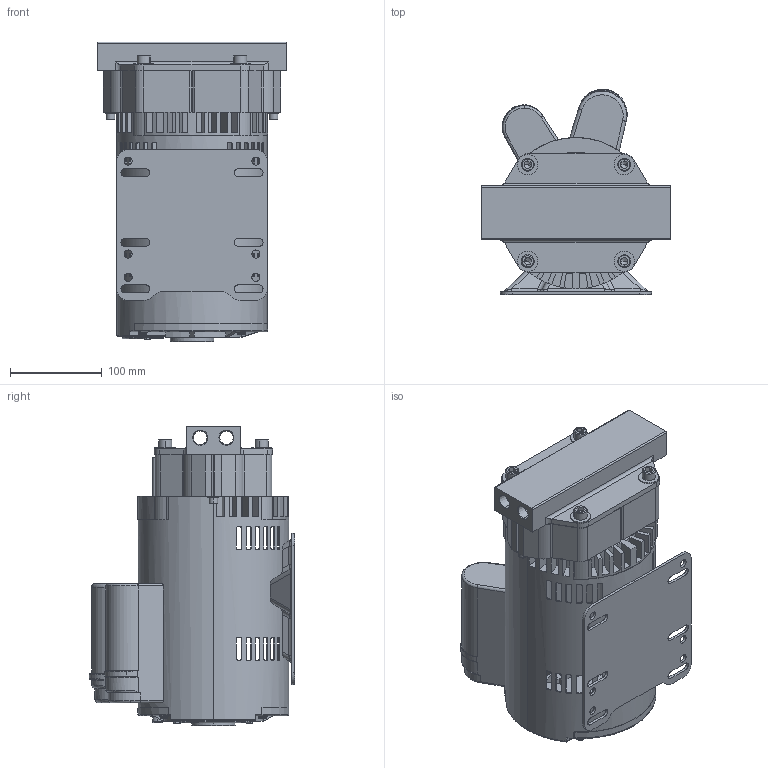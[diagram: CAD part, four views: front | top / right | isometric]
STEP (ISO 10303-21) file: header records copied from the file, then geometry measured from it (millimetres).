
FILE_DESCRIPTION (( 'STEP AP203' ), '1' );
FILE_NAME ('356U-M64.STEP', '2017-11-27T19:07:28', ( 'admin' ), ( 'Hewlett-Packard Company' ), 'SwSTEP 2.0', 'SolidWorks 2017', '' );
FILE_SCHEMA (( 'CONFIG_CONTROL_DESIGN' ));
Length unit declared in the file: inch
Products named in the file (1): 356U-M64
Bounding box: 206.76 x 224.5 x 327.69 mm (x, y, z)
Volume: 2506986.5 mm3; surface area: 594840.2 mm2
Topology: 17 solids, 17 shells, 1192 faces, 3146 edges, 2007 vertices
Faces by surface type: plane 564, cylinder 470, cone 60, torus 57, bspline 37, sphere 4
Entity records: 42765 total; most frequent: CARTESIAN_POINT 12997, ORIENTED_EDGE 6236, DIRECTION 6156, EDGE_CURVE 3118, AXIS2_PLACEMENT_3D 2227, VERTEX_POINT 2007, LINE 1702, VECTOR 1702
